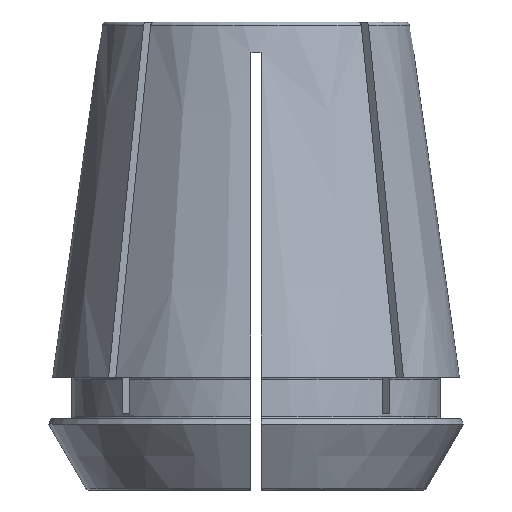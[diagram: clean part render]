
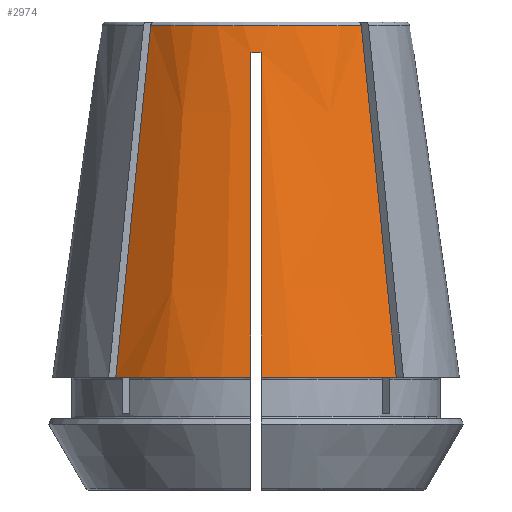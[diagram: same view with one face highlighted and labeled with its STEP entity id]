
A CAD part, left-side view. The second image highlights one B-rep face of the part: STEP entity #2974.
In plain terms, the highlighted conical face has half-angle 8 degrees and reference radius 15.095 mm.
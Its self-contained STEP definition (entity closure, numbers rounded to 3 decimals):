
#51=CONICAL_SURFACE('',#3227,15.095,0.14);
#139=CIRCLE('',#3140,15.517);
#192=CIRCLE('',#3228,15.144);
#193=CIRCLE('',#3229,20.);
#194=CIRCLE('',#3230,20.);
#1045=ORIENTED_EDGE('',*,*,#1940,.F.);
#1046=ORIENTED_EDGE('',*,*,#1941,.T.);
#1047=ORIENTED_EDGE('',*,*,#1942,.T.);
#1048=ORIENTED_EDGE('',*,*,#1800,.F.);
#1049=ORIENTED_EDGE('',*,*,#1797,.F.);
#1050=ORIENTED_EDGE('',*,*,#1839,.T.);
#1051=ORIENTED_EDGE('',*,*,#1943,.T.);
#1052=ORIENTED_EDGE('',*,*,#1944,.F.);
#1797=EDGE_CURVE('',#2268,#2269,#139,.T.);
#1800=EDGE_CURVE('',#2269,#2271,#2470,.T.);
#1839=EDGE_CURVE('',#2268,#2308,#2485,.T.);
#1940=EDGE_CURVE('',#2366,#2367,#192,.T.);
#1941=EDGE_CURVE('',#2366,#2368,#2509,.T.);
#1942=EDGE_CURVE('',#2368,#2271,#193,.T.);
#1943=EDGE_CURVE('',#2308,#2369,#194,.T.);
#1944=EDGE_CURVE('',#2367,#2369,#2510,.T.);
#2268=VERTEX_POINT('',#4859);
#2269=VERTEX_POINT('',#4861);
#2271=VERTEX_POINT('',#4876);
#2308=VERTEX_POINT('',#4996);
#2366=VERTEX_POINT('',#5280);
#2367=VERTEX_POINT('',#5281);
#2368=VERTEX_POINT('',#5289);
#2369=VERTEX_POINT('',#5292);
#2470=B_SPLINE_CURVE_WITH_KNOTS('',3,(#4866,#4867,#4868,#4869,#4870,#4871,
#4872,#4873,#4874,#4875),.UNSPECIFIED.,.F.,.F.,(4,3,3,4),(0.024,
0.028,0.056,0.057),.UNSPECIFIED.);
#2485=B_SPLINE_CURVE_WITH_KNOTS('',3,(#4997,#4998,#4999,#5000,#5001,#5002,
#5003,#5004,#5005,#5006),.UNSPECIFIED.,.F.,.F.,(4,3,3,4),(0.024,
0.028,0.056,0.057),.UNSPECIFIED.);
#2509=B_SPLINE_CURVE_WITH_KNOTS('',3,(#5282,#5283,#5284,#5285,#5286,#5287,
#5288),.UNSPECIFIED.,.F.,.F.,(4,3,4),(0.,0.027,
0.035),.UNSPECIFIED.);
#2510=B_SPLINE_CURVE_WITH_KNOTS('',3,(#5293,#5294,#5295,#5296,#5297,#5298,
#5299),.UNSPECIFIED.,.F.,.F.,(4,3,4),(0.,0.027,
0.035),.UNSPECIFIED.);
#2586=EDGE_LOOP('',(#1045,#1046,#1047,#1048,#1049,#1050,#1051,#1052));
#2746=FACE_BOUND('',#2586,.T.);
#2974=ADVANCED_FACE('',(#2746),#51,.T.);
#3140=AXIS2_PLACEMENT_3D('',#4860,#3621,#3622);
#3227=AXIS2_PLACEMENT_3D('',#5278,#3846,#3847);
#3228=AXIS2_PLACEMENT_3D('',#5279,#3848,#3849);
#3229=AXIS2_PLACEMENT_3D('',#5290,#3850,#3851);
#3230=AXIS2_PLACEMENT_3D('',#5291,#3852,#3853);
#3621=DIRECTION('',(0.,0.,-1.));
#3622=DIRECTION('',(-1.,0.,0.));
#3846=DIRECTION('',(0.,0.,-1.));
#3847=DIRECTION('',(-1.,0.,0.));
#3848=DIRECTION('',(0.,0.,1.));
#3849=DIRECTION('',(1.,0.,0.));
#3850=DIRECTION('',(0.,0.,1.));
#3851=DIRECTION('',(1.,0.,0.));
#3852=DIRECTION('',(0.,0.,1.));
#3853=DIRECTION('',(1.,0.,0.));
#4859=CARTESIAN_POINT('',(-15.509,-0.5,36.));
#4860=CARTESIAN_POINT('',(0.,0.,36.));
#4861=CARTESIAN_POINT('',(-15.509,0.5,36.));
#4866=CARTESIAN_POINT('',(-15.509,0.5,36.));
#4867=CARTESIAN_POINT('',(-15.689,0.5,34.72));
#4868=CARTESIAN_POINT('',(-15.869,0.5,33.44));
#4869=CARTESIAN_POINT('',(-16.049,0.5,32.16));
#4870=CARTESIAN_POINT('',(-17.357,0.5,22.855));
#4871=CARTESIAN_POINT('',(-18.665,0.5,13.55));
#4872=CARTESIAN_POINT('',(-19.973,0.5,4.245));
#4873=CARTESIAN_POINT('',(-19.98,0.5,4.197));
#4874=CARTESIAN_POINT('',(-19.987,0.5,4.148));
#4875=CARTESIAN_POINT('',(-19.994,0.5,4.1));
#4876=CARTESIAN_POINT('',(-19.994,0.5,4.1));
#4996=CARTESIAN_POINT('',(-19.994,-0.5,4.1));
#4997=CARTESIAN_POINT('',(-15.509,-0.5,36.));
#4998=CARTESIAN_POINT('',(-15.689,-0.5,34.72));
#4999=CARTESIAN_POINT('',(-15.869,-0.5,33.44));
#5000=CARTESIAN_POINT('',(-16.049,-0.5,32.16));
#5001=CARTESIAN_POINT('',(-17.357,-0.5,22.855));
#5002=CARTESIAN_POINT('',(-18.665,-0.5,13.55));
#5003=CARTESIAN_POINT('',(-19.973,-0.5,4.245));
#5004=CARTESIAN_POINT('',(-19.98,-0.5,4.197));
#5005=CARTESIAN_POINT('',(-19.987,-0.5,4.148));
#5006=CARTESIAN_POINT('',(-19.994,-0.5,4.1));
#5278=CARTESIAN_POINT('',(0.,0.,39.));
#5279=CARTESIAN_POINT('',(0.,0.,38.656));
#5280=CARTESIAN_POINT('',(-11.056,10.349,38.656));
#5281=CARTESIAN_POINT('',(-11.056,-10.349,38.656));
#5282=CARTESIAN_POINT('',(-11.056,10.349,38.656));
#5283=CARTESIAN_POINT('',(-11.928,11.221,29.88));
#5284=CARTESIAN_POINT('',(-12.801,12.094,21.104));
#5285=CARTESIAN_POINT('',(-13.673,12.966,12.328));
#5286=CARTESIAN_POINT('',(-13.946,13.239,9.585));
#5287=CARTESIAN_POINT('',(-14.219,13.512,6.843));
#5288=CARTESIAN_POINT('',(-14.491,13.784,4.1));
#5289=CARTESIAN_POINT('',(-14.491,13.784,4.1));
#5290=CARTESIAN_POINT('',(0.,0.,4.1));
#5291=CARTESIAN_POINT('',(0.,0.,4.1));
#5292=CARTESIAN_POINT('',(-14.491,-13.784,4.1));
#5293=CARTESIAN_POINT('',(-11.056,-10.349,38.656));
#5294=CARTESIAN_POINT('',(-11.928,-11.221,29.88));
#5295=CARTESIAN_POINT('',(-12.801,-12.094,21.104));
#5296=CARTESIAN_POINT('',(-13.673,-12.966,12.328));
#5297=CARTESIAN_POINT('',(-13.946,-13.239,9.585));
#5298=CARTESIAN_POINT('',(-14.219,-13.512,6.843));
#5299=CARTESIAN_POINT('',(-14.491,-13.784,4.1));
